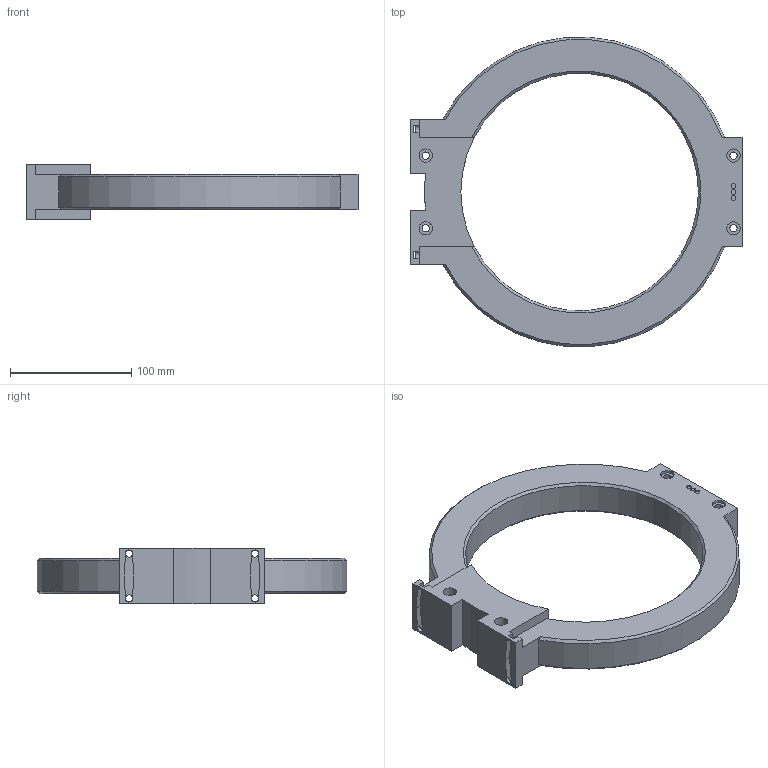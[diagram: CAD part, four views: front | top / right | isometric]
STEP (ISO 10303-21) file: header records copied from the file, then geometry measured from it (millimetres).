
FILE_DESCRIPTION((''),'2;1');
FILE_NAME('50441','2017-12-06T',('SESA468396'),('Schneider-Electric'),'PRO/ENGINEER BY PARAMETRIC TECHNOLOGY CORPORATION, 2015440','PRO/ENGINEER BY PARAMETRIC TECHNOLOGY CORPORATION, 2015440','');
FILE_SCHEMA(('CONFIG_CONTROL_DESIGN'));
Length unit declared in the file: millimetre
Products named in the file (1): 50441
Bounding box: 274 x 255.47 x 46 mm (x, y, z)
Volume: 740164.2 mm3; surface area: 99785.9 mm2
Topology: 1 solids, 1 shells, 127 faces, 348 edges, 232 vertices
Faces by surface type: plane 72, cylinder 49, cone 6
Entity records: 4202 total; most frequent: CARTESIAN_POINT 833, ORIENTED_EDGE 696, DIRECTION 682, EDGE_CURVE 348, VERTEX_POINT 232, VECTOR 228, LINE 228, AXIS2_PLACEMENT_3D 227
